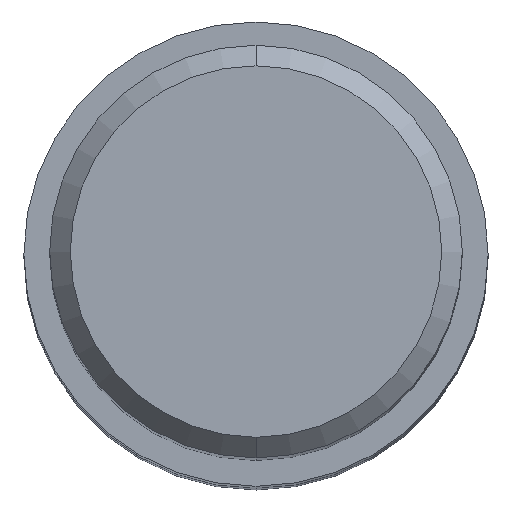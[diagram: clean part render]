
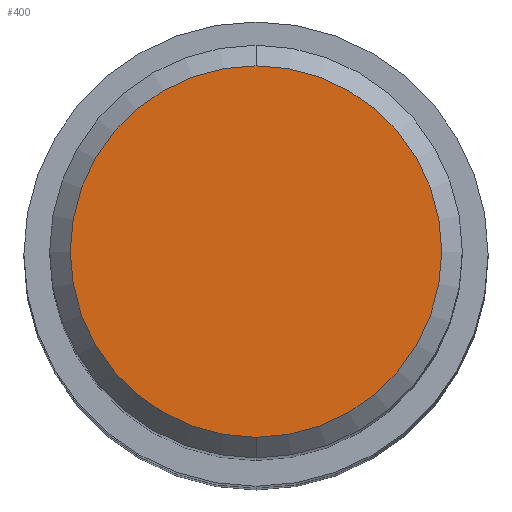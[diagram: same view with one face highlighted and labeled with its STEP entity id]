
A CAD part, top view. The second image highlights one B-rep face of the part: STEP entity #400.
In plain terms, the highlighted planar face has unit normal (0, 0, 1).
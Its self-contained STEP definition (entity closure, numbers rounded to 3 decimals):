
#178=EDGE_CURVE('',#260,#394,#473,.T.);
#260=VERTEX_POINT('',#563);
#294=EDGE_CURVE('',#394,#260,#601,.T.);
#394=VERTEX_POINT('',#710);
#400=ADVANCED_FACE('',(#717),#718,.T.);
#473=CIRCLE('',#800,5.4);
#563=CARTESIAN_POINT('',(0.0,5.4,0.0));
#601=CIRCLE('',#1129,5.4);
#710=CARTESIAN_POINT('',(0.,-5.4,0.0));
#717=FACE_OUTER_BOUND('',#1391,.T.);
#718=PLANE('',#1392);
#800=AXIS2_PLACEMENT_3D('',#1463,#1464,#1465);
#1129=AXIS2_PLACEMENT_3D('',#1616,#1617,#1618);
#1391=EDGE_LOOP('',(#1729,#1730));
#1392=AXIS2_PLACEMENT_3D('',#1731,#1732,#1733);
#1463=CARTESIAN_POINT('',(0.0,0.0,0.0));
#1464=DIRECTION('',(0.0,0.0,-1.0));
#1465=DIRECTION('',(0.0,1.0,0.0));
#1616=CARTESIAN_POINT('',(0.0,0.0,0.0));
#1617=DIRECTION('',(0.0,0.0,-1.0));
#1618=DIRECTION('',(0.0,1.0,0.0));
#1729=ORIENTED_EDGE('',*,*,#178,.F.);
#1730=ORIENTED_EDGE('',*,*,#294,.F.);
#1731=CARTESIAN_POINT('',(0.0,2.7,0.0));
#1732=DIRECTION('',(-0.0,0.0,1.0));
#1733=DIRECTION('',(0.0,-1.0,0.0));
